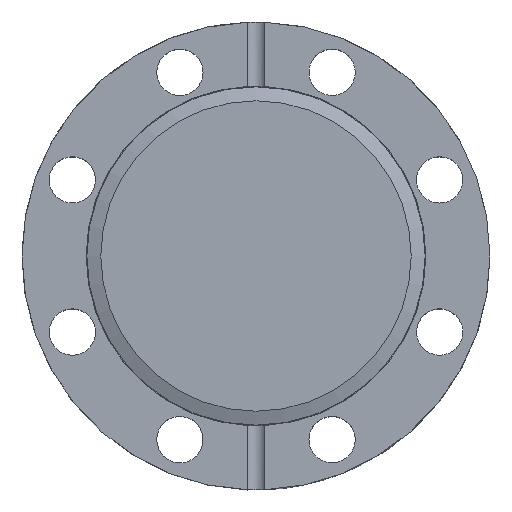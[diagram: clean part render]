
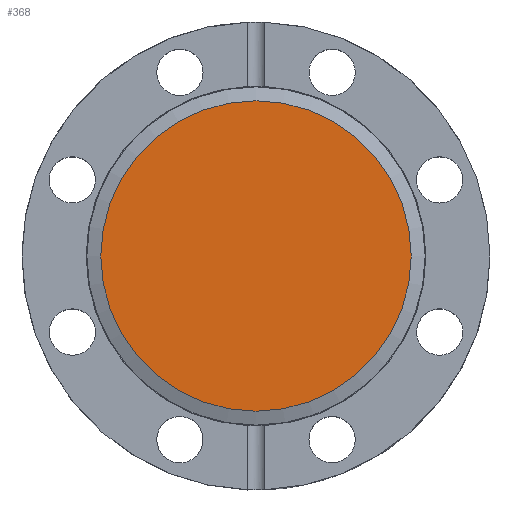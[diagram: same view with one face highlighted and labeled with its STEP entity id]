
A CAD part, top view. The second image highlights one B-rep face of the part: STEP entity #368.
In plain terms, the highlighted planar face has unit normal (0, 0, 1).
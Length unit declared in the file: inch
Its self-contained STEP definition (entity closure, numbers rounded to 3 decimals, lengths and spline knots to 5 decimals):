
#82=FACE_OUTER_BOUND('',#109,.T.);
#109=EDGE_LOOP('',(#266));
#161=CIRCLE('',#416,1.1125);
#190=VERTEX_POINT('',#584);
#224=EDGE_CURVE('',#190,#190,#161,.T.);
#266=ORIENTED_EDGE('',*,*,#224,.T.);
#334=PLANE('',#417);
#368=ADVANCED_FACE('',(#82),#334,.T.);
#416=AXIS2_PLACEMENT_3D('',#585,#480,#481);
#417=AXIS2_PLACEMENT_3D('',#586,#482,#483);
#480=DIRECTION('center_axis',(0.,0.,1.));
#481=DIRECTION('ref_axis',(1.,0.,0.));
#482=DIRECTION('center_axis',(0.,0.,1.));
#483=DIRECTION('ref_axis',(1.,0.,0.));
#584=CARTESIAN_POINT('',(1.1125,0.,0.632));
#585=CARTESIAN_POINT('Origin',(0.,0.,0.632));
#586=CARTESIAN_POINT('Origin',(0.,0.,0.632));
